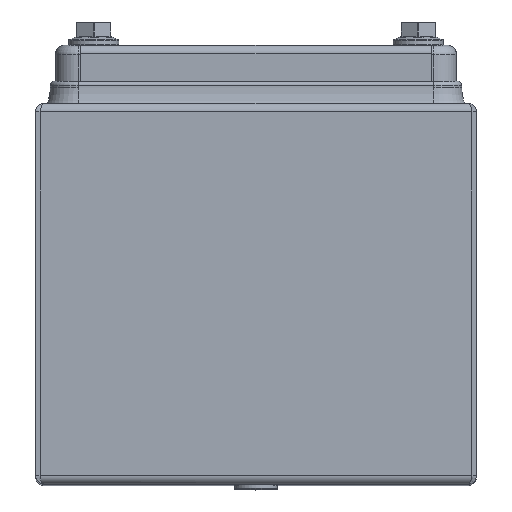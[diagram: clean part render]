
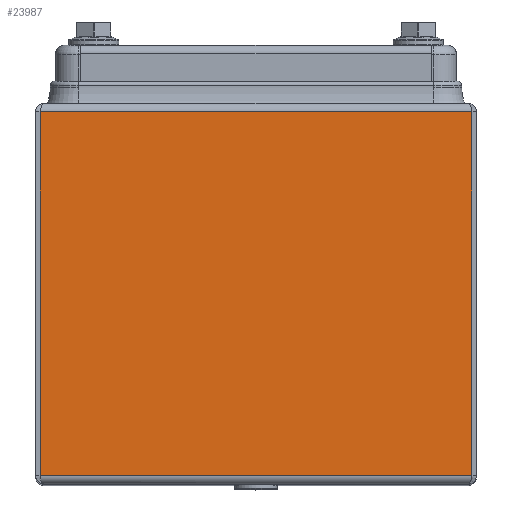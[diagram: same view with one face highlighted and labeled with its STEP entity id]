
A CAD part, top view. The second image highlights one B-rep face of the part: STEP entity #23987.
In plain terms, the highlighted face is planar.
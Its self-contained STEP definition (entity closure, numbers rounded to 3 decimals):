
#820 = PLANE ( 'NONE',  #10379 ) ;
#1244 = ORIENTED_EDGE ( 'NONE', *, *, #11670, .F. ) ;
#2135 = VECTOR ( 'NONE', #25055, 1000. ) ;
#3350 = EDGE_LOOP ( 'NONE', ( #1244, #19786, #24549, #7450 ) ) ;
#4305 = CARTESIAN_POINT ( 'NONE',  ( 80.25, -852.75, -2. ) ) ;
#4378 = DIRECTION ( 'NONE',  ( 0., 0., -1. ) ) ;
#4685 = LINE ( 'NONE', #4305, #2135 ) ;
#4786 = DIRECTION ( 'NONE',  ( -1., 0., 0. ) ) ;
#4991 = LINE ( 'NONE', #15856, #16067 ) ;
#5268 = EDGE_CURVE ( 'NONE', #5323, #19690, #4685, .T. ) ;
#5323 = VERTEX_POINT ( 'NONE', #21373 ) ;
#5623 = VECTOR ( 'NONE', #4378, 1000. ) ;
#5650 = LINE ( 'NONE', #6122, #5623 ) ;
#6122 = CARTESIAN_POINT ( 'NONE',  ( 80.25, 49.179, -85. ) ) ;
#7450 = ORIENTED_EDGE ( 'NONE', *, *, #11770, .T. ) ;
#10379 = AXIS2_PLACEMENT_3D ( 'NONE', #12655, #4786, #18568 ) ;
#11378 = CARTESIAN_POINT ( 'NONE',  ( 80.25, -49.179, -85. ) ) ;
#11670 = EDGE_CURVE ( 'NONE', #19690, #19666, #5650, .T. ) ;
#11770 = EDGE_CURVE ( 'NONE', #21548, #19666, #4991, .T. ) ;
#11824 = DIRECTION ( 'NONE',  ( 0., 1., 0. ) ) ;
#12655 = CARTESIAN_POINT ( 'NONE',  ( 80.25, -852.75, -85. ) ) ;
#12885 = LINE ( 'NONE', #11378, #23897 ) ;
#14377 = CARTESIAN_POINT ( 'NONE',  ( 80.25, -49.179, -85. ) ) ;
#15856 = CARTESIAN_POINT ( 'NONE',  ( 80.25, -852.75, -85. ) ) ;
#16067 = VECTOR ( 'NONE', #11824, 1000. ) ;
#18568 = DIRECTION ( 'NONE',  ( 0., 0., -1. ) ) ;
#19236 = CARTESIAN_POINT ( 'NONE',  ( 80.25, 49.179, -85. ) ) ;
#19315 = CARTESIAN_POINT ( 'NONE',  ( 80.25, 49.179, -2. ) ) ;
#19666 = VERTEX_POINT ( 'NONE', #19236 ) ;
#19690 = VERTEX_POINT ( 'NONE', #19315 ) ;
#19786 = ORIENTED_EDGE ( 'NONE', *, *, #5268, .F. ) ;
#21198 = DIRECTION ( 'NONE',  ( 0., 0., 1. ) ) ;
#21373 = CARTESIAN_POINT ( 'NONE',  ( 80.25, -49.179, -2. ) ) ;
#21548 = VERTEX_POINT ( 'NONE', #14377 ) ;
#21844 = EDGE_CURVE ( 'NONE', #21548, #5323, #12885, .T. ) ;
#21949 = FACE_OUTER_BOUND ( 'NONE', #3350, .T. ) ;
#23897 = VECTOR ( 'NONE', #21198, 1000. ) ;
#23987 = ADVANCED_FACE ( 'NONE', ( #21949 ), #820, .F. ) ;
#24549 = ORIENTED_EDGE ( 'NONE', *, *, #21844, .F. ) ;
#25055 = DIRECTION ( 'NONE',  ( 0., 1., 0. ) ) ;
